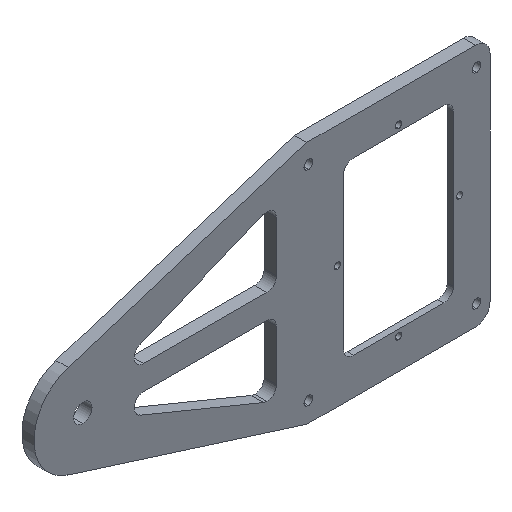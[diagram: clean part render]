
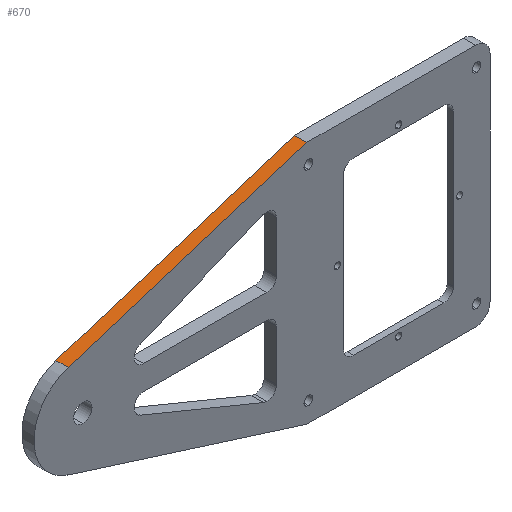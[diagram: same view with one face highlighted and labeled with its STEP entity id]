
A CAD part, isometric view. The second image highlights one B-rep face of the part: STEP entity #670.
In plain terms, the highlighted planar face has unit normal (-0.301, 0, 0.954).
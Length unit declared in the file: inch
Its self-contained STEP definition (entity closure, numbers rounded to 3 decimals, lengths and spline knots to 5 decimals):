
#25 = EDGE_CURVE ( 'NONE', #1339, #1127, #1870, .T. ) ;
#28 = ORIENTED_EDGE ( 'NONE', *, *, #1913, .F. ) ;
#97 = DIRECTION ( 'NONE',  ( 0., -1., 0. ) ) ;
#113 = AXIS2_PLACEMENT_3D ( 'NONE', #313, #303, #1466 ) ;
#192 = CARTESIAN_POINT ( 'NONE',  ( -6.76835, 0.25, 0.95351 ) ) ;
#209 = VECTOR ( 'NONE', #468, 39.37008 ) ;
#212 = VECTOR ( 'NONE', #659, 39.37008 ) ;
#303 = DIRECTION ( 'NONE',  ( -0.301, 0., 0.954 ) ) ;
#313 = CARTESIAN_POINT ( 'NONE',  ( -1.875, 0., 2.5 ) ) ;
#318 = CARTESIAN_POINT ( 'NONE',  ( -1.875, 0.25, 2.5 ) ) ;
#465 = DIRECTION ( 'NONE',  ( 0.954, 0., 0.301 ) ) ;
#468 = DIRECTION ( 'NONE',  ( 0., 1., 0. ) ) ;
#489 = FACE_OUTER_BOUND ( 'NONE', #519, .T. ) ;
#519 = EDGE_LOOP ( 'NONE', ( #1314, #1165, #644, #28 ) ) ;
#611 = CARTESIAN_POINT ( 'NONE',  ( -1.875, 0., 2.5 ) ) ;
#644 = ORIENTED_EDGE ( 'NONE', *, *, #25, .T. ) ;
#650 = VERTEX_POINT ( 'NONE', #318 ) ;
#657 = EDGE_CURVE ( 'NONE', #1207, #650, #819, .T. ) ;
#659 = DIRECTION ( 'NONE',  ( 0.954, 0., 0.301 ) ) ;
#670 = ADVANCED_FACE ( 'NONE', ( #489 ), #791, .T. ) ;
#791 = PLANE ( 'NONE',  #113 ) ;
#819 = LINE ( 'NONE', #1937, #212 ) ;
#1110 = CARTESIAN_POINT ( 'NONE',  ( -1.875, 0., 2.5 ) ) ;
#1127 = VERTEX_POINT ( 'NONE', #1110 ) ;
#1147 = VECTOR ( 'NONE', #97, 39.37008 ) ;
#1165 = ORIENTED_EDGE ( 'NONE', *, *, #1520, .F. ) ;
#1207 = VERTEX_POINT ( 'NONE', #192 ) ;
#1214 = CARTESIAN_POINT ( 'NONE',  ( -1.875, 0.25, 2.5 ) ) ;
#1314 = ORIENTED_EDGE ( 'NONE', *, *, #657, .F. ) ;
#1339 = VERTEX_POINT ( 'NONE', #2005 ) ;
#1466 = DIRECTION ( 'NONE',  ( 0.954, 0., 0.301 ) ) ;
#1520 = EDGE_CURVE ( 'NONE', #1339, #1207, #2072, .T. ) ;
#1797 = CARTESIAN_POINT ( 'NONE',  ( -6.76835, 0., 0.95351 ) ) ;
#1857 = LINE ( 'NONE', #1214, #1147 ) ;
#1870 = LINE ( 'NONE', #611, #2080 ) ;
#1913 = EDGE_CURVE ( 'NONE', #650, #1127, #1857, .T. ) ;
#1937 = CARTESIAN_POINT ( 'NONE',  ( -1.875, 0.25, 2.5 ) ) ;
#2005 = CARTESIAN_POINT ( 'NONE',  ( -6.76835, 0., 0.95351 ) ) ;
#2072 = LINE ( 'NONE', #1797, #209 ) ;
#2080 = VECTOR ( 'NONE', #465, 39.37008 ) ;
